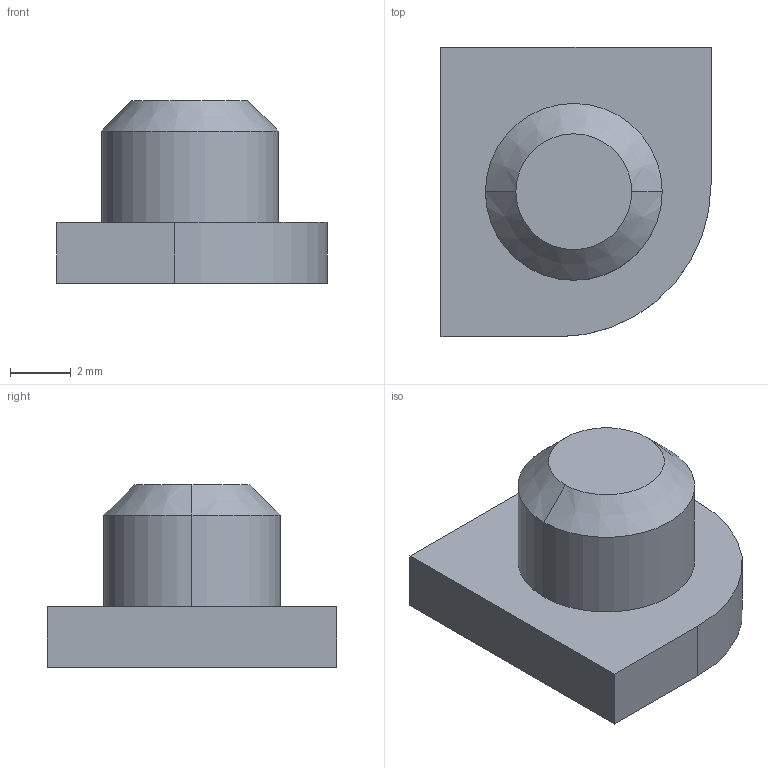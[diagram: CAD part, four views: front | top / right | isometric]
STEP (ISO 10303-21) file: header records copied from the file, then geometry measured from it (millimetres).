
FILE_DESCRIPTION (( 'STEP AP203' ), '1' );
FILE_NAME ('spring stop.STEP', '2025-02-21T17:46:59', ( '' ), ( '' ), 'SwSTEP 2.0', 'SolidWorks 2024', '' );
FILE_SCHEMA (( 'CONFIG_CONTROL_DESIGN' ));
Length unit declared in the file: millimetre
Products named in the file (1): spring stop
Bounding box: 8.86 x 9.5 x 6 mm (x, y, z)
Volume: 219.8 mm3; surface area: 334.7 mm2
Topology: 1 solids, 1 shells, 15 faces, 31 edges, 20 vertices
Faces by surface type: plane 8, cylinder 5, cone 2
Entity records: 478 total; most frequent: DIRECTION 75, CARTESIAN_POINT 67, ORIENTED_EDGE 62, EDGE_CURVE 31, AXIS2_PLACEMENT_3D 28, VERTEX_POINT 20, LINE 19, VECTOR 19
